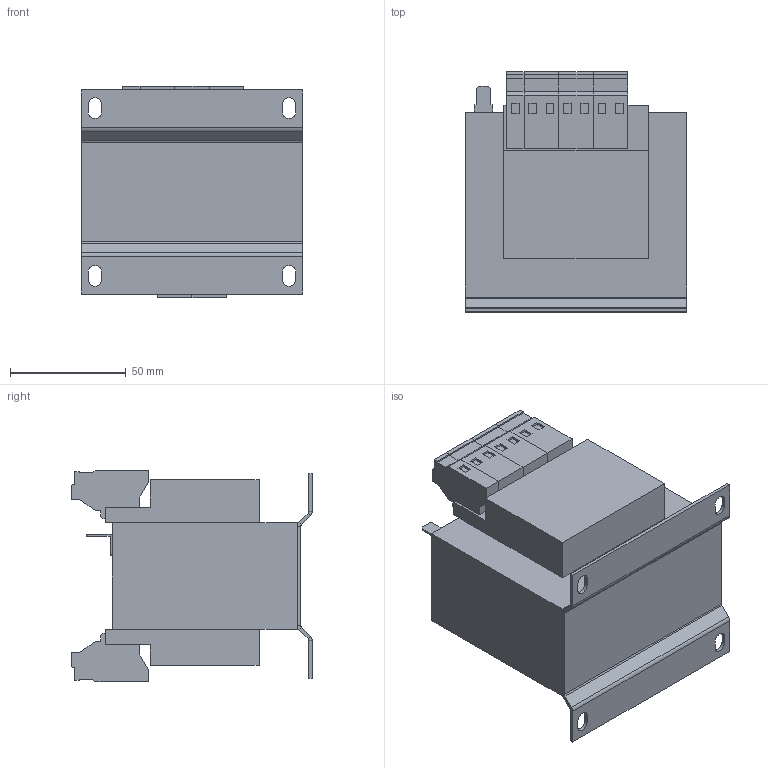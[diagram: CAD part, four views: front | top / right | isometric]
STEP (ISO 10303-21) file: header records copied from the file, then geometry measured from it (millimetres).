
FILE_DESCRIPTION (( 'STEP AP214' ), '1' );
FILE_NAME ('205216.STEP', '2020-05-29T04:50:36', ( '' ), ( '' ), 'SwSTEP 2.0', 'SolidWorks 2018', '' );
FILE_SCHEMA (( 'AUTOMOTIVE_DESIGN' ));
Length unit declared in the file: millimetre
Products named in the file (1): 205216
Bounding box: 96 x 104 x 91.6 mm (x, y, z)
Volume: 522791.1 mm3; surface area: 58908 mm2
Topology: 1 solids, 1 shells, 285 faces, 674 edges, 416 vertices
Faces by surface type: plane 247, cylinder 38
Entity records: 8014 total; most frequent: CARTESIAN_POINT 1376, ORIENTED_EDGE 1348, DIRECTION 1322, EDGE_CURVE 674, LINE 598, VECTOR 598, VERTEX_POINT 416, AXIS2_PLACEMENT_3D 362
